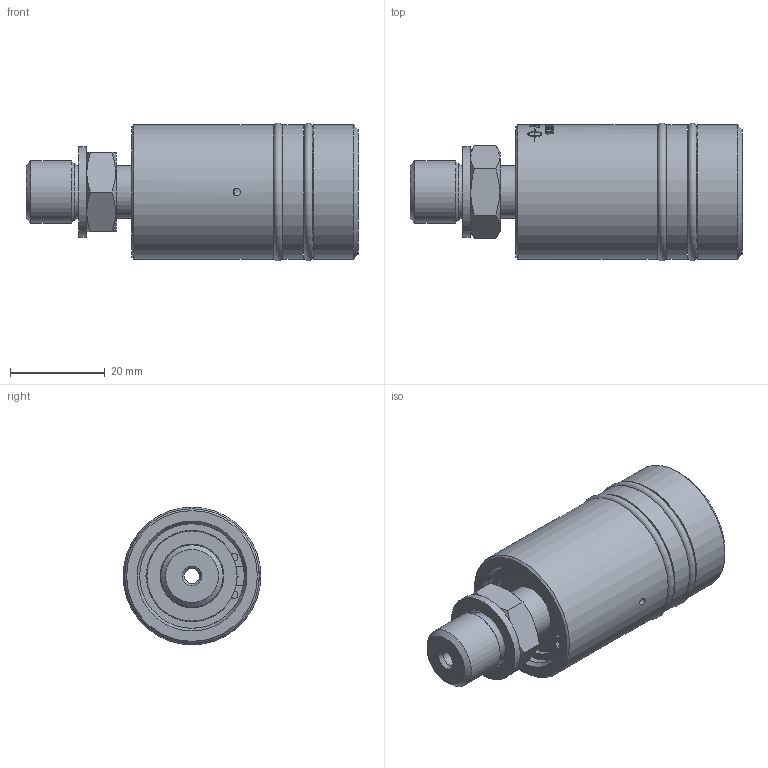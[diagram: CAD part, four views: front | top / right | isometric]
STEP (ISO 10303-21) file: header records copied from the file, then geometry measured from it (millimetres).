
FILE_DESCRIPTION((''),'2;1');
FILE_NAME('1005-108-049-IC.stp','2014-06-06T14:51:04',('moorera'),(''),'Autodesk Inventor 2013','Autodesk Inventor 2013','');
FILE_SCHEMA(('AUTOMOTIVE_DESIGN { 1 0 10303 214 1 1 1 1 }'));
Length unit declared in the file: millimetre
Products named in the file (1): 1005-108-049-IC
Bounding box: 70.03 x 29.06 x 29.06 mm (x, y, z)
Volume: 32232.1 mm3; surface area: 9895.9 mm2
Topology: 1 solids, 1 shells, 362 faces, 938 edges, 621 vertices
Faces by surface type: bspline 181, plane 106, cylinder 62, cone 10, torus 3
Full cylindrical faces by diameter (mm): 1.575 x2, 1.6 x1, 3.2 x1, 7.6 x1, 11 x1, 13.157 x1, 13.5 x1, 19 x1, 22.07 x1, 23.3 x1, 25.5 x4, 28.37 x3
Entity records: 51401 total; most frequent: CARTESIAN_POINT 43877, ORIENTED_EDGE 1784, DIRECTION 940, EDGE_CURVE 892, VERTEX_POINT 607, EDGE_LOOP 447, B_SPLINE_CURVE_WITH_KNOTS 438, FACE_OUTER_BOUND 362
